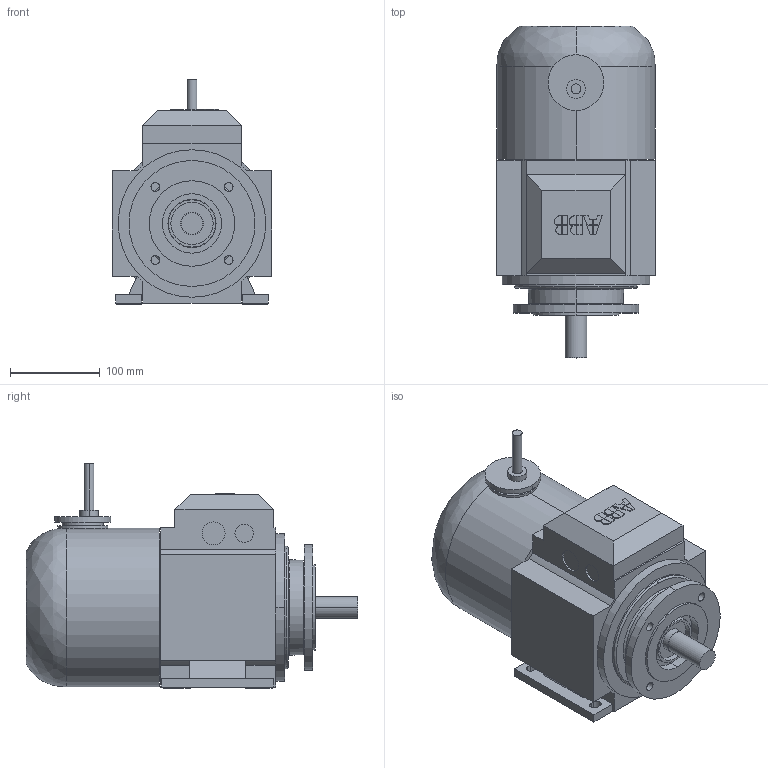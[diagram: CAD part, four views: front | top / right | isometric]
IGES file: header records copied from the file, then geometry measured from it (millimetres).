
Global section: file name: No Iges File Name specified; native system: AutoDesk Inventor R10; preprocessor: AutoDesk Inventor Iges Exporter R10; author: No Author specified; organization: No Organization specified; date: 20051228.113110; units: millimetre
Bounding box: 177 x 369 x 250 mm (x, y, z)
Volume: 8090098.6 mm3; surface area: 314760.4 mm2
Topology: 1 solids, 1 shells, 235 faces, 568 edges, 371 vertices
Faces by surface type: plane 124, bspline 54, cylinder 31, revolution 20, cone 4, torus 2
